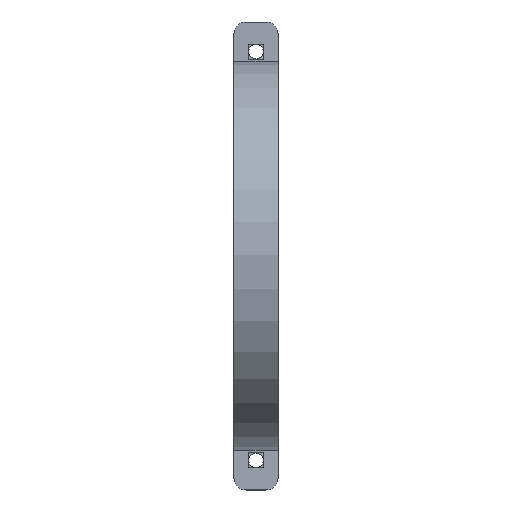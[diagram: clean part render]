
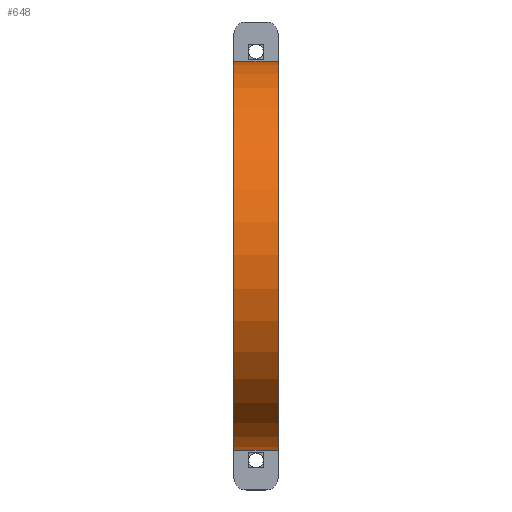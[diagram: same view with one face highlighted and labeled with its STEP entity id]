
A CAD part, top view. The second image highlights one B-rep face of the part: STEP entity #648.
In plain terms, the highlighted cylindrical face has radius 78.911 mm (diameter 157.822 mm), a partial arc.
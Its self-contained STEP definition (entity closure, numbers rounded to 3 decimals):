
#76=FACE_OUTER_BOUND('',#116,.T.);
#116=EDGE_LOOP('',(#599,#600,#601,#602));
#163=LINE('',#1046,#229);
#182=LINE('',#1094,#248);
#229=VECTOR('',#853,10.);
#248=VECTOR('',#908,10.);
#257=CIRCLE('',#680,78.911);
#262=CIRCLE('',#689,78.911);
#290=VERTEX_POINT('',#950);
#291=VERTEX_POINT('',#952);
#304=VERTEX_POINT('',#987);
#305=VERTEX_POINT('',#989);
#352=EDGE_CURVE('',#290,#291,#257,.T.);
#371=EDGE_CURVE('',#304,#305,#262,.T.);
#400=EDGE_CURVE('',#305,#290,#163,.T.);
#422=EDGE_CURVE('',#304,#291,#182,.T.);
#599=ORIENTED_EDGE('',*,*,#422,.T.);
#600=ORIENTED_EDGE('',*,*,#352,.F.);
#601=ORIENTED_EDGE('',*,*,#400,.F.);
#602=ORIENTED_EDGE('',*,*,#371,.F.);
#614=CYLINDRICAL_SURFACE('',#726,78.911);
#648=ADVANCED_FACE('',(#76),#614,.T.);
#680=AXIS2_PLACEMENT_3D('',#953,#762,#763);
#689=AXIS2_PLACEMENT_3D('',#990,#794,#795);
#726=AXIS2_PLACEMENT_3D('',#1095,#909,#910);
#762=DIRECTION('center_axis',(1.,0.,0.));
#763=DIRECTION('ref_axis',(0.,0.988,-0.156));
#794=DIRECTION('center_axis',(-1.,0.,0.));
#795=DIRECTION('ref_axis',(0.,0.988,-0.156));
#853=DIRECTION('',(1.,0.,0.));
#908=DIRECTION('',(1.,0.,0.));
#909=DIRECTION('center_axis',(1.,0.,0.));
#910=DIRECTION('ref_axis',(0.,0.,1.));
#950=CARTESIAN_POINT('',(9.,77.944,-12.318));
#952=CARTESIAN_POINT('',(9.,-77.944,-12.318));
#953=CARTESIAN_POINT('Origin',(9.,0.,0.));
#987=CARTESIAN_POINT('',(-9.,-77.944,-12.318));
#989=CARTESIAN_POINT('',(-9.,77.944,-12.318));
#990=CARTESIAN_POINT('Origin',(-9.,0.,0.));
#1046=CARTESIAN_POINT('',(0.,77.944,-12.318));
#1094=CARTESIAN_POINT('',(0.,-77.944,-12.318));
#1095=CARTESIAN_POINT('Origin',(0.,0.,0.));
